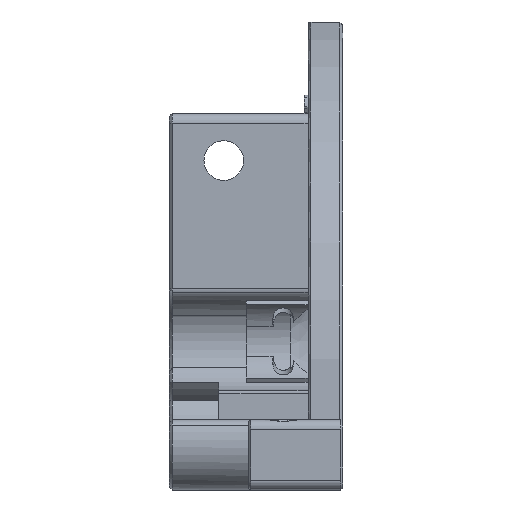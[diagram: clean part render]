
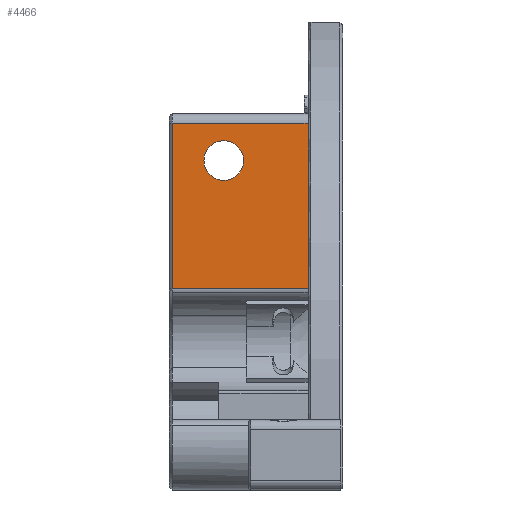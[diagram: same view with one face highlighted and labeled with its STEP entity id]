
A CAD part, front view. The second image highlights one B-rep face of the part: STEP entity #4466.
In plain terms, the highlighted planar face has unit normal (0, -1, 0).
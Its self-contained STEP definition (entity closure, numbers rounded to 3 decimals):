
#29=(
BOUNDED_CURVE()
B_SPLINE_CURVE(2,(#7154,#7155,#7156),.UNSPECIFIED.,.F.,.F.)
B_SPLINE_CURVE_WITH_KNOTS((3,3),(0.107,0.214),
 .UNSPECIFIED.)
CURVE()
GEOMETRIC_REPRESENTATION_ITEM()
RATIONAL_B_SPLINE_CURVE((1.,1.095,1.))
REPRESENTATION_ITEM('')
);
#108=FACE_BOUND('',#1523,.T.);
#159=PLANE('',#4902);
#241=LINE('',#6466,#639);
#444=LINE('',#7300,#842);
#471=LINE('',#7481,#869);
#472=LINE('',#7494,#870);
#473=LINE('',#7496,#871);
#474=LINE('',#7497,#872);
#639=VECTOR('',#5094,10.);
#842=VECTOR('',#5715,10.);
#869=VECTOR('',#5848,10.);
#870=VECTOR('',#5863,10.);
#871=VECTOR('',#5866,1.);
#872=VECTOR('',#5867,10.);
#1239=FACE_OUTER_BOUND('',#1522,.T.);
#1522=EDGE_LOOP('',(#3749,#3750,#3751,#3752,#3753,#3754,#3755));
#1523=EDGE_LOOP('',(#3756));
#1886=CIRCLE('',#4903,2.);
#1939=VERTEX_POINT('',#6463);
#1940=VERTEX_POINT('',#6465);
#2152=VERTEX_POINT('',#7153);
#2181=VERTEX_POINT('',#7294);
#2182=VERTEX_POINT('',#7298);
#2222=VERTEX_POINT('',#7475);
#2223=VERTEX_POINT('',#7479);
#2225=VERTEX_POINT('',#7498);
#2366=EDGE_CURVE('',#1940,#1939,#241,.T.);
#2641=EDGE_CURVE('',#1940,#2152,#29,.F.);
#2710=EDGE_CURVE('',#2181,#2182,#444,.T.);
#2776=EDGE_CURVE('',#2223,#2222,#471,.T.);
#2781=EDGE_CURVE('',#2222,#1939,#472,.T.);
#2782=EDGE_CURVE('',#2152,#2181,#473,.T.);
#2783=EDGE_CURVE('',#2182,#2223,#474,.T.);
#2784=EDGE_CURVE('',#2225,#2225,#1886,.T.);
#3749=ORIENTED_EDGE('',*,*,#2710,.F.);
#3750=ORIENTED_EDGE('',*,*,#2782,.F.);
#3751=ORIENTED_EDGE('',*,*,#2641,.F.);
#3752=ORIENTED_EDGE('',*,*,#2366,.T.);
#3753=ORIENTED_EDGE('',*,*,#2781,.F.);
#3754=ORIENTED_EDGE('',*,*,#2776,.F.);
#3755=ORIENTED_EDGE('',*,*,#2783,.F.);
#3756=ORIENTED_EDGE('',*,*,#2784,.T.);
#4466=ADVANCED_FACE('',(#1239,#108),#159,.F.);
#4902=AXIS2_PLACEMENT_3D('',#7495,#5864,#5865);
#4903=AXIS2_PLACEMENT_3D('',#7499,#5868,#5869);
#5094=DIRECTION('',(0.,0.,1.));
#5715=DIRECTION('',(0.,0.,-1.));
#5848=DIRECTION('',(0.,0.,1.));
#5863=DIRECTION('',(1.,0.,0.));
#5864=DIRECTION('center_axis',(0.,1.,0.));
#5865=DIRECTION('ref_axis',(0.,0.,1.));
#5866=DIRECTION('',(1.,0.,0.));
#5867=DIRECTION('',(-1.,0.,0.));
#5868=DIRECTION('center_axis',(0.,1.,0.));
#5869=DIRECTION('ref_axis',(-1.,0.,0.));
#6463=CARTESIAN_POINT('',(-10.575,-8.,22.));
#6465=CARTESIAN_POINT('',(-10.575,-8.,7.98));
#6466=CARTESIAN_POINT('',(-10.575,-8.,6.546));
#7153=CARTESIAN_POINT('',(-10.175,-8.,7.));
#7154=CARTESIAN_POINT('Ctrl Pts',(-10.175,-8.,7.));
#7155=CARTESIAN_POINT('Ctrl Pts',(-10.175,-8.,7.408));
#7156=CARTESIAN_POINT('Ctrl Pts',(-10.575,-8.,7.98));
#7294=CARTESIAN_POINT('',(-7.375,-8.,7.));
#7298=CARTESIAN_POINT('',(-7.375,-8.,5.292));
#7300=CARTESIAN_POINT('',(-7.375,-8.,6.546));
#7475=CARTESIAN_POINT('',(-24.275,-8.,22.));
#7479=CARTESIAN_POINT('',(-24.275,-8.,5.292));
#7481=CARTESIAN_POINT('',(-24.275,-8.,0.236));
#7494=CARTESIAN_POINT('',(-10.575,-8.,22.));
#7495=CARTESIAN_POINT('Origin',(-10.575,-8.,4.472));
#7496=CARTESIAN_POINT('',(-10.575,-8.,7.));
#7497=CARTESIAN_POINT('',(-10.575,-8.,5.292));
#7498=CARTESIAN_POINT('',(-17.075,-8.,18.25));
#7499=CARTESIAN_POINT('Origin',(-19.075,-8.,18.25));
